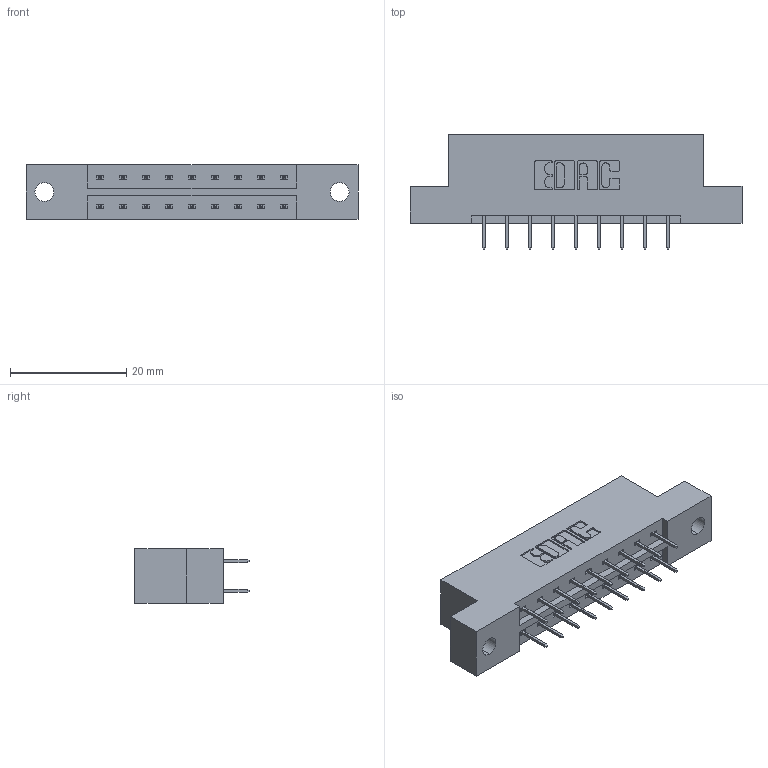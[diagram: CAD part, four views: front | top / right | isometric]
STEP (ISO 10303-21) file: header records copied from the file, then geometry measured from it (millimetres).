
FILE_DESCRIPTION (( 'STEP AP203' ), '1' );
FILE_NAME ('833-018-524-202.STEP', '2020-05-31T21:45:04', ( '' ), ( '' ), 'SwSTEP 2.0', 'SolidWorks 2020', '' );
FILE_SCHEMA (( 'CONFIG_CONTROL_DESIGN' ));
Length unit declared in the file: inch
Products named in the file (3): 345-292-001_345-293-124; 833 Part_Flush - .128 Dia; 833-018-524-202
Assembly tree (19 placements, depth 2):
  833-018-524-202
    833 Part_Flush - .128 Dia
    345-292-001_345-293-124  x18
Bounding box: 57.2 x 19.69 x 9.4 mm (x, y, z)
Volume: 5467.3 mm3; surface area: 5754.1 mm2
Topology: 19 solids, 19 shells, 1122 faces, 3173 edges, 2042 vertices
Faces by surface type: plane 826, cylinder 296
Entity records: 10135 total; most frequent: CARTESIAN_POINT 1718, ORIENTED_EDGE 1654, DIRECTION 1527, EDGE_CURVE 827, VECTOR 703, LINE 703, VERTEX_POINT 546, AXIS2_PLACEMENT_3D 412
